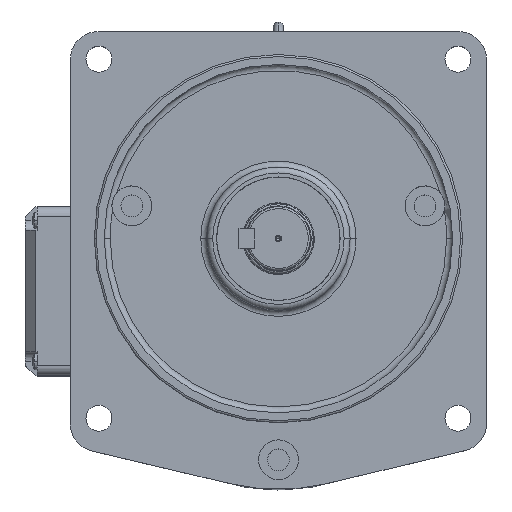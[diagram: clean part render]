
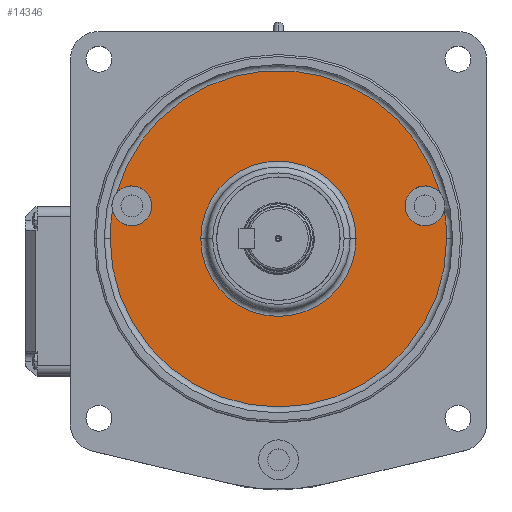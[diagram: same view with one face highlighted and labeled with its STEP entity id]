
A CAD part, top view. The second image highlights one B-rep face of the part: STEP entity #14346.
In plain terms, the highlighted face is planar.
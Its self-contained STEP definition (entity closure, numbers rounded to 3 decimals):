
#6816 = CARTESIAN_POINT ( 'NONE',  ( 83.317, 40.089, -91. ) ) ;
#6879 = CARTESIAN_POINT ( 'NONE',  ( -73.612, 42.5, -91. ) ) ;
#6889 = CARTESIAN_POINT ( 'NONE',  ( -83.317, 40.089, -91. ) ) ;
#6890 = CARTESIAN_POINT ( 'NONE',  ( 63.612, 42.5, -91. ) ) ;
#6893 = CIRCLE ( 'NONE', #6942, 10. ) ;
#6940 = DIRECTION ( 'NONE',  ( -1., 0., 0. ) ) ;
#6941 = DIRECTION ( 'NONE',  ( 0., 0., -1. ) ) ;
#6942 = AXIS2_PLACEMENT_3D ( 'NONE', #6879, #6941, #6940 ) ;
#6951 = CIRCLE ( 'NONE', #6997, 10. ) ;
#6969 = CARTESIAN_POINT ( 'NONE',  ( -63.612, 42.5, -91. ) ) ;
#6994 = DIRECTION ( 'NONE',  ( -1., 0., 0. ) ) ;
#6995 = DIRECTION ( 'NONE',  ( 0., 0., -1. ) ) ;
#6996 = CARTESIAN_POINT ( 'NONE',  ( 73.612, 42.5, -91. ) ) ;
#6997 = AXIS2_PLACEMENT_3D ( 'NONE', #6996, #6995, #6994 ) ;
#7543 = CIRCLE ( 'NONE', #7580, 39. ) ;
#7559 = DIRECTION ( 'NONE',  ( 1., 0., 0. ) ) ;
#7560 = DIRECTION ( 'NONE',  ( 0., 0., 1. ) ) ;
#7561 = CARTESIAN_POINT ( 'NONE',  ( 0., 26., -91. ) ) ;
#7562 = AXIS2_PLACEMENT_3D ( 'NONE', #7561, #7560, #7559 ) ;
#7568 = DIRECTION ( 'NONE',  ( 1., 0., 0. ) ) ;
#7569 = DIRECTION ( 'NONE',  ( 0., 0., 1. ) ) ;
#7571 = CIRCLE ( 'NONE', #7562, 84.5 ) ;
#7574 = CARTESIAN_POINT ( 'NONE',  ( 84.5, 26., -91. ) ) ;
#7580 = AXIS2_PLACEMENT_3D ( 'NONE', #7588, #7569, #7568 ) ;
#7581 = CARTESIAN_POINT ( 'NONE',  ( -84.5, 26., -91. ) ) ;
#7588 = CARTESIAN_POINT ( 'NONE',  ( 0., 26., -91. ) ) ;
#7700 = CARTESIAN_POINT ( 'NONE',  ( 39., 26., -91. ) ) ;
#7721 = CARTESIAN_POINT ( 'NONE',  ( -39., 26., -91. ) ) ;
#9157 = DIRECTION ( 'NONE',  ( 1., 0., 0. ) ) ;
#9159 = DIRECTION ( 'NONE',  ( 0., 0., 1. ) ) ;
#9160 = CARTESIAN_POINT ( 'NONE',  ( 0., 26., -91. ) ) ;
#9161 = AXIS2_PLACEMENT_3D ( 'NONE', #9160, #9159, #9157 ) ;
#9173 = CIRCLE ( 'NONE', #9161, 39. ) ;
#9202 = CIRCLE ( 'NONE', #9236, 84.5 ) ;
#9224 = CIRCLE ( 'NONE', #9275, 84.5 ) ;
#9225 = CARTESIAN_POINT ( 'NONE',  ( -81.359, 48.823, -91. ) ) ;
#9226 = DIRECTION ( 'NONE',  ( -1., 0., 0. ) ) ;
#9227 = DIRECTION ( 'NONE',  ( 0., 0., -1. ) ) ;
#9228 = CARTESIAN_POINT ( 'NONE',  ( 73.612, 42.5, -91. ) ) ;
#9229 = AXIS2_PLACEMENT_3D ( 'NONE', #9228, #9227, #9226 ) ;
#9230 = CIRCLE ( 'NONE', #9229, 10. ) ;
#9233 = DIRECTION ( 'NONE',  ( 1., 0., 0. ) ) ;
#9234 = DIRECTION ( 'NONE',  ( 0., 0., 1. ) ) ;
#9235 = CARTESIAN_POINT ( 'NONE',  ( 0., 26., -91. ) ) ;
#9236 = AXIS2_PLACEMENT_3D ( 'NONE', #9235, #9234, #9233 ) ;
#9237 = AXIS2_PLACEMENT_3D ( 'NONE', #9285, #9284, #9283 ) ;
#9256 = FACE_BOUND ( 'NONE', #14316, .T. ) ;
#9264 = DIRECTION ( 'NONE',  ( -1., 0., 0. ) ) ;
#9265 = DIRECTION ( 'NONE',  ( 0., 0., -1. ) ) ;
#9266 = CARTESIAN_POINT ( 'NONE',  ( -73.612, 42.5, -91. ) ) ;
#9272 = DIRECTION ( 'NONE',  ( 1., 0., 0. ) ) ;
#9273 = DIRECTION ( 'NONE',  ( 0., 0., 1. ) ) ;
#9274 = CARTESIAN_POINT ( 'NONE',  ( 0., 26., -91. ) ) ;
#9275 = AXIS2_PLACEMENT_3D ( 'NONE', #9274, #9273, #9272 ) ;
#9277 = AXIS2_PLACEMENT_3D ( 'NONE', #9266, #9265, #9264 ) ;
#9278 = DIRECTION ( 'NONE',  ( 1., 0., 0. ) ) ;
#9279 = DIRECTION ( 'NONE',  ( 0., 0., 1. ) ) ;
#9280 = AXIS2_PLACEMENT_3D ( 'NONE', #9286, #9279, #9278 ) ;
#9281 = CIRCLE ( 'NONE', #9280, 84.5 ) ;
#9282 = CARTESIAN_POINT ( 'NONE',  ( 81.359, 48.823, -91. ) ) ;
#9283 = DIRECTION ( 'NONE',  ( -1., 0., 0. ) ) ;
#9284 = DIRECTION ( 'NONE',  ( 0., 0., -1. ) ) ;
#9285 = CARTESIAN_POINT ( 'NONE',  ( 0., 110.5, -91. ) ) ;
#9286 = CARTESIAN_POINT ( 'NONE',  ( 0., 26., -91. ) ) ;
#9287 = CIRCLE ( 'NONE', #9277, 10. ) ;
#9288 = PLANE ( 'NONE',  #9237 ) ;
#9289 = FACE_OUTER_BOUND ( 'NONE', #14344, .T. ) ;
#11979 = VERTEX_POINT ( 'NONE', #6816 ) ;
#12026 = VERTEX_POINT ( 'NONE', #6890 ) ;
#12031 = VERTEX_POINT ( 'NONE', #6889 ) ;
#12033 = EDGE_CURVE ( 'NONE', #12058, #12031, #6893, .T. ) ;
#12058 = VERTEX_POINT ( 'NONE', #6969 ) ;
#12070 = EDGE_CURVE ( 'NONE', #11979, #12026, #6951, .T. ) ;
#12507 = EDGE_CURVE ( 'NONE', #12621, #12622, #7543, .T. ) ;
#12510 = VERTEX_POINT ( 'NONE', #7581 ) ;
#12514 = EDGE_CURVE ( 'NONE', #12510, #12521, #7571, .T. ) ;
#12521 = VERTEX_POINT ( 'NONE', #7574 ) ;
#12621 = VERTEX_POINT ( 'NONE', #7721 ) ;
#12622 = VERTEX_POINT ( 'NONE', #7700 ) ;
#14247 = EDGE_CURVE ( 'NONE', #12622, #12621, #9173, .T. ) ;
#14316 = EDGE_LOOP ( 'NONE', ( #14331, #14333 ) ) ;
#14319 = EDGE_CURVE ( 'NONE', #14368, #14341, #9202, .T. ) ;
#14326 = EDGE_CURVE ( 'NONE', #12026, #14368, #9230, .T. ) ;
#14330 = ORIENTED_EDGE ( 'NONE', *, *, #14326, .F. ) ;
#14331 = ORIENTED_EDGE ( 'NONE', *, *, #14247, .T. ) ;
#14333 = ORIENTED_EDGE ( 'NONE', *, *, #12507, .T. ) ;
#14341 = VERTEX_POINT ( 'NONE', #9225 ) ;
#14344 = EDGE_LOOP ( 'NONE', ( #14353, #14356, #14360, #14359, #14357, #14364, #14362, #14330 ) ) ;
#14346 = ADVANCED_FACE ( 'NONE', ( #9289, #9256 ), #9288, .T. ) ;
#14348 = EDGE_CURVE ( 'NONE', #12521, #11979, #9281, .T. ) ;
#14351 = EDGE_CURVE ( 'NONE', #12031, #12510, #9224, .T. ) ;
#14353 = ORIENTED_EDGE ( 'NONE', *, *, #12070, .F. ) ;
#14354 = EDGE_CURVE ( 'NONE', #14341, #12058, #9287, .T. ) ;
#14356 = ORIENTED_EDGE ( 'NONE', *, *, #14348, .F. ) ;
#14357 = ORIENTED_EDGE ( 'NONE', *, *, #12033, .F. ) ;
#14359 = ORIENTED_EDGE ( 'NONE', *, *, #14351, .F. ) ;
#14360 = ORIENTED_EDGE ( 'NONE', *, *, #12514, .F. ) ;
#14362 = ORIENTED_EDGE ( 'NONE', *, *, #14319, .F. ) ;
#14364 = ORIENTED_EDGE ( 'NONE', *, *, #14354, .F. ) ;
#14368 = VERTEX_POINT ( 'NONE', #9282 ) ;
